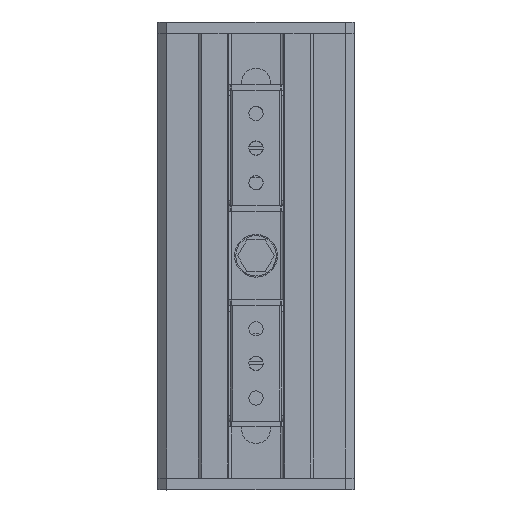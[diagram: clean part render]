
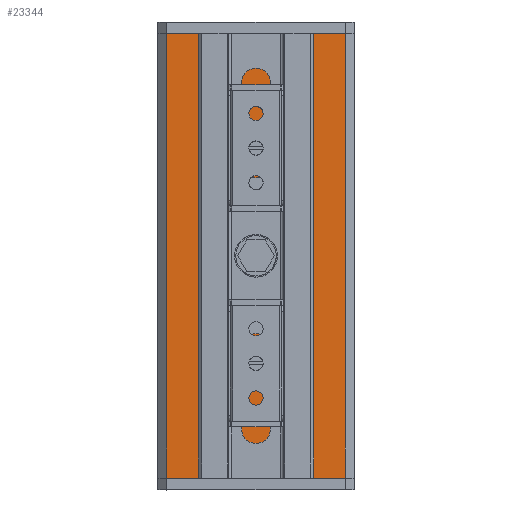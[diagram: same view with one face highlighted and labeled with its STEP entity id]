
A CAD part, top view. The second image highlights one B-rep face of the part: STEP entity #23344.
In plain terms, the highlighted planar face has unit normal (0, 0, 1).
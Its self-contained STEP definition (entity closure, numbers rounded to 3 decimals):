
#14 = VERTEX_POINT ( 'NONE', #8657 ) ;
#147 = VECTOR ( 'NONE', #23047, 1000. ) ;
#868 = LINE ( 'NONE', #20750, #2554 ) ;
#981 = ORIENTED_EDGE ( 'NONE', *, *, #29331, .T. ) ;
#1116 = AXIS2_PLACEMENT_3D ( 'NONE', #14955, #11874, #27053 ) ;
#2554 = VECTOR ( 'NONE', #25830, 1000. ) ;
#2762 = VECTOR ( 'NONE', #3589, 1000. ) ;
#3104 = PLANE ( 'NONE',  #4991 ) ;
#3257 = LINE ( 'NONE', #8454, #2762 ) ;
#3506 = CARTESIAN_POINT ( 'NONE',  ( 0., 38.49, 36.5 ) ) ;
#3589 = DIRECTION ( 'NONE',  ( 0., -1., 0. ) ) ;
#4991 = AXIS2_PLACEMENT_3D ( 'NONE', #5234, #15474, #13032 ) ;
#5234 = CARTESIAN_POINT ( 'NONE',  ( -17., 0., 36.5 ) ) ;
#5246 = VERTEX_POINT ( 'NONE', #6072 ) ;
#5718 = VERTEX_POINT ( 'NONE', #18849 ) ;
#5964 = LINE ( 'NONE', #3506, #147 ) ;
#6072 = CARTESIAN_POINT ( 'NONE',  ( 15.5, 38.49, 36.5 ) ) ;
#6875 = CIRCLE ( 'NONE', #1116, 5.5 ) ;
#7384 = EDGE_LOOP ( 'NONE', ( #31368, #981, #10637, #7798 ) ) ;
#7798 = ORIENTED_EDGE ( 'NONE', *, *, #26592, .F. ) ;
#7988 = FACE_OUTER_BOUND ( 'NONE', #7384, .T. ) ;
#8120 = ORIENTED_EDGE ( 'NONE', *, *, #13023, .F. ) ;
#8454 = CARTESIAN_POINT ( 'NONE',  ( -15.5, 0., 36.5 ) ) ;
#8534 = LINE ( 'NONE', #10804, #29125 ) ;
#8657 = CARTESIAN_POINT ( 'NONE',  ( -15.5, 38.49, 36.5 ) ) ;
#9757 = EDGE_CURVE ( 'NONE', #5246, #5718, #8534, .T. ) ;
#10637 = ORIENTED_EDGE ( 'NONE', *, *, #9757, .F. ) ;
#10804 = CARTESIAN_POINT ( 'NONE',  ( 15.5, 0., 36.5 ) ) ;
#10828 = DIRECTION ( 'NONE',  ( 1., 0., 0. ) ) ;
#10911 = AXIS2_PLACEMENT_3D ( 'NONE', #20152, #17689, #10828 ) ;
#11874 = DIRECTION ( 'NONE',  ( 0., 0., 1. ) ) ;
#13023 = EDGE_CURVE ( 'NONE', #25071, #16022, #15581, .T. ) ;
#13032 = DIRECTION ( 'NONE',  ( 1., 0., 0. ) ) ;
#14955 = CARTESIAN_POINT ( 'NONE',  ( 0., 0., 36.5 ) ) ;
#15065 = EDGE_CURVE ( 'NONE', #16022, #25071, #6875, .T. ) ;
#15474 = DIRECTION ( 'NONE',  ( 0., 0., 1. ) ) ;
#15581 = CIRCLE ( 'NONE', #10911, 5.5 ) ;
#16022 = VERTEX_POINT ( 'NONE', #20568 ) ;
#17326 = ORIENTED_EDGE ( 'NONE', *, *, #15065, .F. ) ;
#17689 = DIRECTION ( 'NONE',  ( 0., 0., 1. ) ) ;
#18849 = CARTESIAN_POINT ( 'NONE',  ( 15.5, -38.49, 36.5 ) ) ;
#20057 = VERTEX_POINT ( 'NONE', #28181 ) ;
#20152 = CARTESIAN_POINT ( 'NONE',  ( 0., 0., 36.5 ) ) ;
#20220 = FACE_BOUND ( 'NONE', #29801, .T. ) ;
#20568 = CARTESIAN_POINT ( 'NONE',  ( 4.827, 2.637, 36.5 ) ) ;
#20743 = DIRECTION ( 'NONE',  ( 0., -1., 0. ) ) ;
#20750 = CARTESIAN_POINT ( 'NONE',  ( 0., -38.49, 36.5 ) ) ;
#23047 = DIRECTION ( 'NONE',  ( 1., 0., 0. ) ) ;
#23344 = ADVANCED_FACE ( 'NONE', ( #20220, #7988 ), #3104, .T. ) ;
#24400 = CARTESIAN_POINT ( 'NONE',  ( -4.827, -2.637, 36.5 ) ) ;
#25071 = VERTEX_POINT ( 'NONE', #24400 ) ;
#25830 = DIRECTION ( 'NONE',  ( 1., 0., 0. ) ) ;
#25891 = EDGE_CURVE ( 'NONE', #14, #20057, #3257, .T. ) ;
#26592 = EDGE_CURVE ( 'NONE', #14, #5246, #5964, .T. ) ;
#27053 = DIRECTION ( 'NONE',  ( 1., 0., 0. ) ) ;
#28181 = CARTESIAN_POINT ( 'NONE',  ( -15.5, -38.49, 36.5 ) ) ;
#29125 = VECTOR ( 'NONE', #20743, 1000. ) ;
#29331 = EDGE_CURVE ( 'NONE', #20057, #5718, #868, .T. ) ;
#29801 = EDGE_LOOP ( 'NONE', ( #17326, #8120 ) ) ;
#31368 = ORIENTED_EDGE ( 'NONE', *, *, #25891, .T. ) ;
